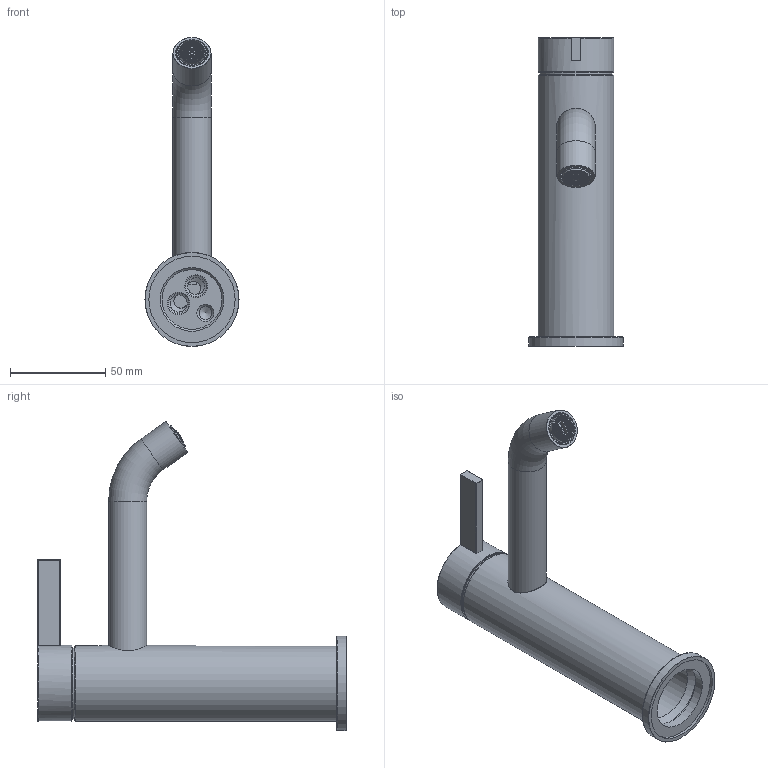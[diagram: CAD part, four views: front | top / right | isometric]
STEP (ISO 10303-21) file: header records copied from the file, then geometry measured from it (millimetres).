
FILE_DESCRIPTION(/* description */ ('Unknown'),/* implementation_level */ '2;1');
FILE_NAME(/* name */ 'AF003',/* time_stamp */ '2023-02-24T09:33:44+01:00',/* author */ ('Unknown'),/* organization */ ('Unknown'),/* preprocessor_version */ 'ST-DEVELOPER v18.102',/* originating_system */ 'Solid Edge',/* authorisation */ 'Unknown');
FILE_SCHEMA (('AUTOMOTIVE_DESIGN {1 0 10303 214 3 1 1}'));
Length unit declared in the file: millimetre
Products named in the file (11): AF003-00; ABIX201C003; SARBSA0003_oa_0; SARBSC0003; SCCBSC0002; ABIX005A007_oa_1; ABIX005C010; ABIX005C014; SBTBSC0002; AF003-004_oa_2; ABIX007C001
Assembly tree (10 placements, depth 3):
  AF003-00
    ABIX201C003
    SARBSA0003_oa_0
      SARBSC0003
    SCCBSC0002
    ABIX005A007_oa_1
      ABIX005C010
      ABIX005C014
    SBTBSC0002
    AF003-004_oa_2
      ABIX007C001
Bounding box: 49.5 x 162.3 x 162.58 mm (x, y, z)
Volume: 147571.7 mm3; surface area: 62380.8 mm2
Topology: 7 solids, 7 shells, 2781 faces, 7965 edges, 5277 vertices
Faces by surface type: plane 1866, torus 401, cylinder 307, bspline 148, cone 51, sphere 8
Full cylindrical faces by diameter (mm): 0.9 x3, 1.5 x1, 2.5 x2, 3.2 x1, 3.5 x2, 6.8 x1, 7.25 x2, 9 x2, 11 x3, 12 x1, 12.15 x2, 13.2 x1, 13.4 x1, 13.45 x1, 13.55 x1, 14.55 x1, 15 x12, 15.15 x1, 15.169 x1, 15.5 x6, 16.4 x1, 16.5 x2, 16.7 x1, 17 x1, 17.2 x1, 20 x2, 20.2 x1, 30.4 x1, 31.3 x4, 31.5 x1
Entity records: 108355 total; most frequent: CARTESIAN_POINT 41087, ORIENTED_EDGE 15396, DIRECTION 11033, EDGE_CURVE 7698, VERTEX_POINT 5167, AXIS2_PLACEMENT_3D 4035, B_SPLINE_CURVE_WITH_KNOTS 3323, FACE_BOUND 3271
